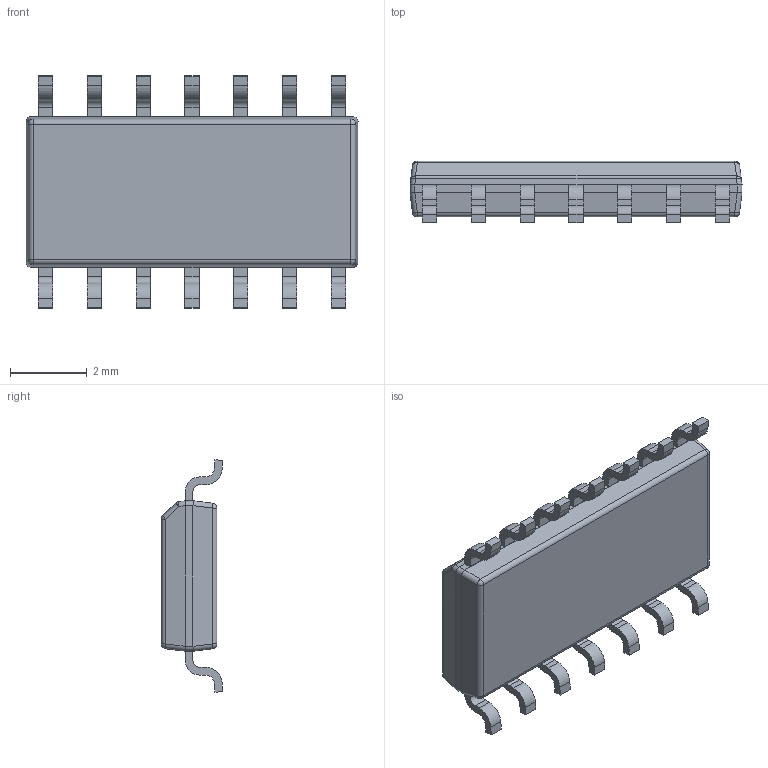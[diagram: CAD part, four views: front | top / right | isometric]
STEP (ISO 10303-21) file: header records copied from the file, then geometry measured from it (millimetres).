
FILE_DESCRIPTION((''),'2;1');
FILE_NAME('M14A_ASM','2011-02-02T',('CKXSSC'),(''),'PRO/ENGINEER BY PARAMETRIC TECHNOLOGY CORPORATION, 2009060','PRO/ENGINEER BY PARAMETRIC TECHNOLOGY CORPORATION, 2009060','');
FILE_SCHEMA(('AUTOMOTIVE_DESIGN_CC2 { 1 2 10303 214 -1 1 5 2 }'));
Length unit declared in the file: inch
Products named in the file (4): BODY_M14A_20; LEAD_M14A_46; M14A_ASM_33_ASM; M14A_ASM
Assembly tree (16 placements, depth 3):
  M14A_ASM
    M14A_ASM_33_ASM
      BODY_M14A_20
      LEAD_M14A_46  x14
Bounding box: 8.64 x 1.6 x 6.05 mm (x, y, z)
Volume: 48.4 mm3; surface area: 123.8 mm2
Topology: 15 solids, 15 shells, 247 faces, 611 edges, 386 vertices
Faces by surface type: plane 156, cylinder 81, sphere 10
Entity records: 2421 total; most frequent: CARTESIAN_POINT 370, DIRECTION 368, ORIENTED_EDGE 268, AXIS2_PLACEMENT_3D 142, PRESENTATION_STYLE_ASSIGNMENT 136, STYLED_ITEM 136, CURVE_STYLE 134, EDGE_CURVE 134
